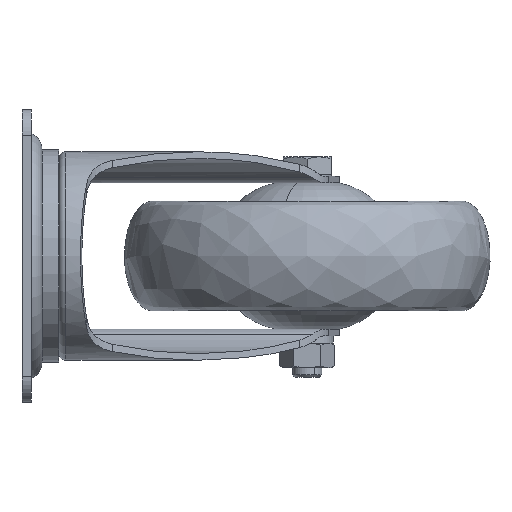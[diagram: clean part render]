
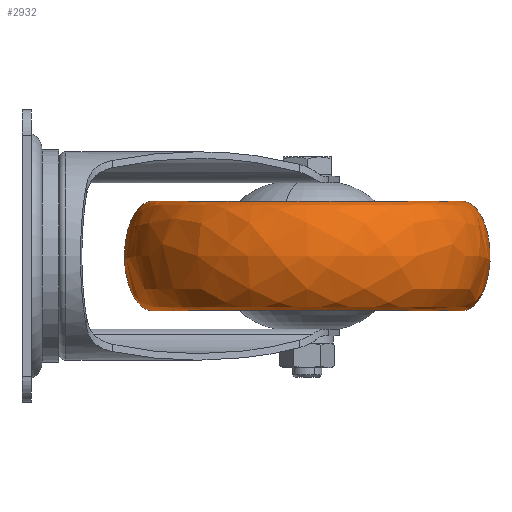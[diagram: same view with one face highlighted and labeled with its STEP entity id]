
A CAD part, left-side view. The second image highlights one B-rep face of the part: STEP entity #2932.
In plain terms, the highlighted free-form (B-spline) face has degree [3, 3] with [4, 4] control points.
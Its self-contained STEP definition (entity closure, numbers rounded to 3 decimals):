
#291 = EDGE_CURVE ( 'NONE', #2767, #7903, #10346, .T. ) ;
#741 = AXIS2_PLACEMENT_3D ( 'NONE', #10850, #5109, #10011 ) ;
#1432 = CARTESIAN_POINT ( 'NONE',  ( 17.949, 1.91, 15. ) ) ;
#1527 =( BOUNDED_CURVE ( )  B_SPLINE_CURVE ( 3, ( #1698, #4701, #3846, #7707 ),
 .UNSPECIFIED., .F., .F. ) 
 B_SPLINE_CURVE_WITH_KNOTS ( ( 4, 4 ),
 ( 0., 3.142 ),
 .UNSPECIFIED. ) 
 CURVE ( )  GEOMETRIC_REPRESENTATION_ITEM ( )  RATIONAL_B_SPLINE_CURVE ( ( 1., 0.333, 0.333, 1. ) ) 
 REPRESENTATION_ITEM ( '' )  );
#1604 = AXIS2_PLACEMENT_3D ( 'NONE', #4515, #6239, #11140 ) ;
#1698 = CARTESIAN_POINT ( 'NONE',  ( 17.949, 1.91, 15. ) ) ;
#1738 = CARTESIAN_POINT ( 'NONE',  ( -66.551, 1.91, -15. ) ) ;
#1795 = CARTESIAN_POINT ( 'NONE',  ( 17.949, -82.59, -15. ) ) ;
#1898 = EDGE_CURVE ( 'NONE', #7903, #5722, #1527, .T. ) ;
#2129 = CARTESIAN_POINT ( 'NONE',  ( 17.949, -82.59, 15. ) ) ;
#2456 = ORIENTED_EDGE ( 'NONE', *, *, #8205, .F. ) ;
#2696 = CARTESIAN_POINT ( 'NONE',  ( 17.949, 17.41, 15. ) ) ;
#2767 = VERTEX_POINT ( 'NONE', #2129 ) ;
#2931 = CARTESIAN_POINT ( 'NONE',  ( 17.949, -98.09, -15. ) ) ;
#2932 = ADVANCED_FACE ( 'NONE', ( #8782 ), #6356, .F. ) ;
#3730 = CARTESIAN_POINT ( 'NONE',  ( 17.949, -82.59, 15. ) ) ;
#3846 = CARTESIAN_POINT ( 'NONE',  ( 17.949, 17.41, -15. ) ) ;
#4363 = CARTESIAN_POINT ( 'NONE',  ( 17.949, -82.59, -15. ) ) ;
#4515 = CARTESIAN_POINT ( 'NONE',  ( 17.949, -40.34, -15. ) ) ;
#4701 = CARTESIAN_POINT ( 'NONE',  ( 17.949, 17.41, 15. ) ) ;
#5109 = DIRECTION ( 'NONE',  ( 0., 0., -1. ) ) ;
#5370 = CARTESIAN_POINT ( 'NONE',  ( 17.949, -82.59, 15. ) ) ;
#5643 = CARTESIAN_POINT ( 'NONE',  ( 17.949, 1.91, -15. ) ) ;
#5722 = VERTEX_POINT ( 'NONE', #8608 ) ;
#5898 = CARTESIAN_POINT ( 'NONE',  ( -97.551, -98.09, 15. ) ) ;
#6239 = DIRECTION ( 'NONE',  ( 0., 0., -1. ) ) ;
#6356 =( BOUNDED_SURFACE ( )  B_SPLINE_SURFACE ( 3, 3, ( 
 ( #3730, #7773, #7646, #10745 ),
 ( #11691, #5898, #7584, #2696 ),
 ( #2931, #10504, #12531, #7705 ),
 ( #1795, #11549, #1738, #5643 ) ),
 .UNSPECIFIED., .F., .F., .F. ) 
 B_SPLINE_SURFACE_WITH_KNOTS ( ( 4, 4 ),
 ( 4, 4 ),
 ( 0., 1. ),
 ( 0., 1. ),
 .UNSPECIFIED. ) 
 GEOMETRIC_REPRESENTATION_ITEM ( )  RATIONAL_B_SPLINE_SURFACE ( (
 ( 1., 0.333, 0.333, 1.),
 ( 0.333, 0.111, 0.111, 0.333),
 ( 0.333, 0.111, 0.111, 0.333),
 ( 1., 0.333, 0.333, 1.) ) ) 
 REPRESENTATION_ITEM ( '' )  SURFACE ( )  );
#7584 = CARTESIAN_POINT ( 'NONE',  ( -97.551, 17.41, 15. ) ) ;
#7646 = CARTESIAN_POINT ( 'NONE',  ( -66.551, 1.91, 15. ) ) ;
#7670 =( BOUNDED_CURVE ( )  B_SPLINE_CURVE ( 3, ( #5370, #12414, #12182, #9326 ),
 .UNSPECIFIED., .F., .F. ) 
 B_SPLINE_CURVE_WITH_KNOTS ( ( 4, 4 ),
 ( 0., 3.142 ),
 .UNSPECIFIED. ) 
 CURVE ( )  GEOMETRIC_REPRESENTATION_ITEM ( )  RATIONAL_B_SPLINE_CURVE ( ( 1., 0.333, 0.333, 1. ) ) 
 REPRESENTATION_ITEM ( '' )  );
#7705 = CARTESIAN_POINT ( 'NONE',  ( 17.949, 17.41, -15. ) ) ;
#7707 = CARTESIAN_POINT ( 'NONE',  ( 17.949, 1.91, -15. ) ) ;
#7773 = CARTESIAN_POINT ( 'NONE',  ( -66.551, -82.59, 15. ) ) ;
#7903 = VERTEX_POINT ( 'NONE', #1432 ) ;
#7922 = ORIENTED_EDGE ( 'NONE', *, *, #291, .T. ) ;
#8205 = EDGE_CURVE ( 'NONE', #2767, #11756, #7670, .T. ) ;
#8286 = EDGE_LOOP ( 'NONE', ( #2456, #7922, #12479, #11426 ) ) ;
#8608 = CARTESIAN_POINT ( 'NONE',  ( 17.949, 1.91, -15. ) ) ;
#8782 = FACE_OUTER_BOUND ( 'NONE', #8286, .T. ) ;
#9326 = CARTESIAN_POINT ( 'NONE',  ( 17.949, -82.59, -15. ) ) ;
#10011 = DIRECTION ( 'NONE',  ( 0., 1., 0. ) ) ;
#10140 = EDGE_CURVE ( 'NONE', #11756, #5722, #11181, .T. ) ;
#10346 = CIRCLE ( 'NONE', #741, 42.25 ) ;
#10504 = CARTESIAN_POINT ( 'NONE',  ( -97.551, -98.09, -15. ) ) ;
#10745 = CARTESIAN_POINT ( 'NONE',  ( 17.949, 1.91, 15. ) ) ;
#10850 = CARTESIAN_POINT ( 'NONE',  ( 17.949, -40.34, 15. ) ) ;
#11140 = DIRECTION ( 'NONE',  ( 0., 1., 0. ) ) ;
#11181 = CIRCLE ( 'NONE', #1604, 42.25 ) ;
#11426 = ORIENTED_EDGE ( 'NONE', *, *, #10140, .F. ) ;
#11549 = CARTESIAN_POINT ( 'NONE',  ( -66.551, -82.59, -15. ) ) ;
#11691 = CARTESIAN_POINT ( 'NONE',  ( 17.949, -98.09, 15. ) ) ;
#11756 = VERTEX_POINT ( 'NONE', #4363 ) ;
#12182 = CARTESIAN_POINT ( 'NONE',  ( 17.949, -98.09, -15. ) ) ;
#12414 = CARTESIAN_POINT ( 'NONE',  ( 17.949, -98.09, 15. ) ) ;
#12479 = ORIENTED_EDGE ( 'NONE', *, *, #1898, .T. ) ;
#12531 = CARTESIAN_POINT ( 'NONE',  ( -97.551, 17.41, -15. ) ) ;
